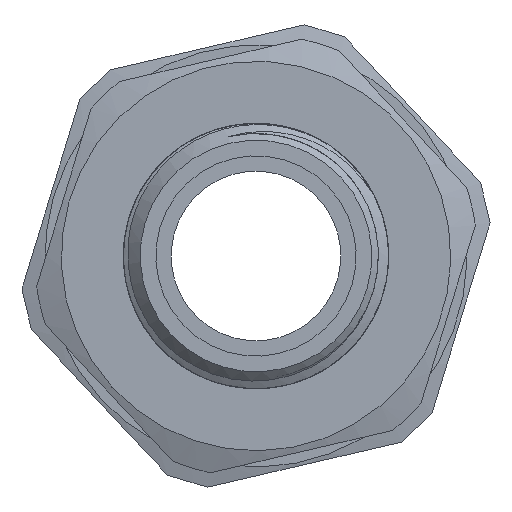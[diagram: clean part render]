
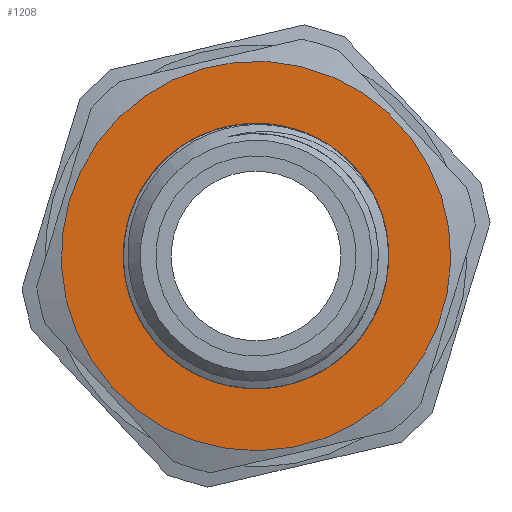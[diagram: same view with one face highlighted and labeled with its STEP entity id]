
A CAD part, left-side view. The second image highlights one B-rep face of the part: STEP entity #1208.
In plain terms, the highlighted planar face has unit normal (-1, 0, 0).
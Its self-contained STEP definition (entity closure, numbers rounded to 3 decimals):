
#141=PLANE('',#1394);
#215=FACE_BOUND('',#427,.T.);
#312=FACE_OUTER_BOUND('',#426,.T.);
#426=EDGE_LOOP('',(#1011));
#427=EDGE_LOOP('',(#1012));
#526=CIRCLE('',#1395,14.545);
#527=CIRCLE('',#1396,9.149);
#630=VERTEX_POINT('',#5187);
#631=VERTEX_POINT('',#5189);
#768=EDGE_CURVE('',#630,#630,#526,.T.);
#769=EDGE_CURVE('',#631,#631,#527,.T.);
#1011=ORIENTED_EDGE('',*,*,#768,.F.);
#1012=ORIENTED_EDGE('',*,*,#769,.T.);
#1208=ADVANCED_FACE('',(#312,#215),#141,.T.);
#1394=AXIS2_PLACEMENT_3D('',#5186,#1674,#1675);
#1395=AXIS2_PLACEMENT_3D('',#5188,#1676,#1677);
#1396=AXIS2_PLACEMENT_3D('',#5190,#1678,#1679);
#1674=DIRECTION('center_axis',(-1.,0.,0.));
#1675=DIRECTION('ref_axis',(0.,0.,1.));
#1676=DIRECTION('center_axis',(1.,0.,0.));
#1677=DIRECTION('ref_axis',(0.,-1.,0.));
#1678=DIRECTION('center_axis',(1.,0.,0.));
#1679=DIRECTION('ref_axis',(0.,0.,-1.));
#5186=CARTESIAN_POINT('Origin',(-24.82,16.545,0.));
#5187=CARTESIAN_POINT('',(-24.82,14.545,0.));
#5188=CARTESIAN_POINT('Origin',(-24.82,0.,0.));
#5189=CARTESIAN_POINT('',(-24.82,9.149,0.));
#5190=CARTESIAN_POINT('Origin',(-24.82,0.,0.));
